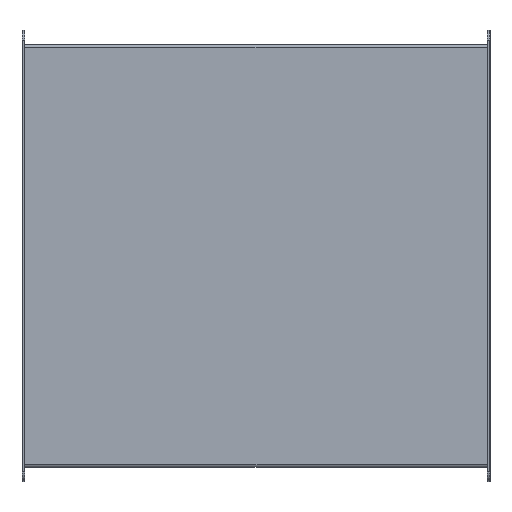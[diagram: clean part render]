
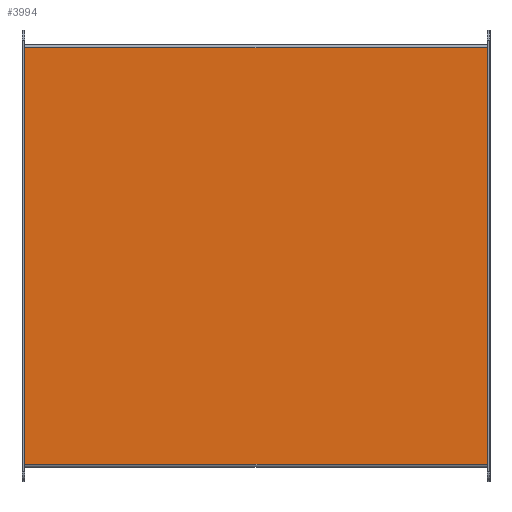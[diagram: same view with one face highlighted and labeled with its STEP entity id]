
A CAD part, front view. The second image highlights one B-rep face of the part: STEP entity #3994.
In plain terms, the highlighted planar face has unit normal (0, -1, 0).
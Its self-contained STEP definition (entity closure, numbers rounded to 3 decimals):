
#127 = EDGE_CURVE ( 'NONE', #4005, #3998, #1032, .T. ) ;
#1029 = DIRECTION ( 'NONE',  ( 0., 0., -1. ) ) ;
#1030 = VECTOR ( 'NONE', #1029, 1000. ) ;
#1031 = CARTESIAN_POINT ( 'NONE',  ( -277., -3., 0. ) ) ;
#1032 = LINE ( 'NONE', #1031, #1030 ) ;
#3240 = DIRECTION ( 'NONE',  ( 0., 0., -1. ) ) ;
#3241 = DIRECTION ( 'NONE',  ( 0., -1., 0. ) ) ;
#3242 = CARTESIAN_POINT ( 'NONE',  ( -280., -3., 0. ) ) ;
#3243 = LINE ( 'NONE', #3306, #3305 ) ;
#3244 = AXIS2_PLACEMENT_3D ( 'NONE', #3242, #3241, #3240 ) ;
#3245 = FACE_OUTER_BOUND ( 'NONE', #3995, .T. ) ;
#3249 = PLANE ( 'NONE',  #3244 ) ;
#3292 = CARTESIAN_POINT ( 'NONE',  ( -277., -3., -0.737 ) ) ;
#3293 = DIRECTION ( 'NONE',  ( -1., 0., 0. ) ) ;
#3294 = VECTOR ( 'NONE', #3293, 1000. ) ;
#3295 = CARTESIAN_POINT ( 'NONE',  ( -280., -3., -0.737 ) ) ;
#3296 = LINE ( 'NONE', #3295, #3294 ) ;
#3297 = CARTESIAN_POINT ( 'NONE',  ( 277., -3., -0.737 ) ) ;
#3298 = DIRECTION ( 'NONE',  ( 0., 0., 1. ) ) ;
#3299 = VECTOR ( 'NONE', #3298, 1000. ) ;
#3300 = CARTESIAN_POINT ( 'NONE',  ( 277., -3., 0. ) ) ;
#3301 = LINE ( 'NONE', #3300, #3299 ) ;
#3302 = CARTESIAN_POINT ( 'NONE',  ( 277., -3., -499.263 ) ) ;
#3303 = CARTESIAN_POINT ( 'NONE',  ( -277., -3., -499.263 ) ) ;
#3304 = DIRECTION ( 'NONE',  ( 1., 0., 0. ) ) ;
#3305 = VECTOR ( 'NONE', #3304, 1000. ) ;
#3306 = CARTESIAN_POINT ( 'NONE',  ( -280., -3., -499.263 ) ) ;
#3994 = ADVANCED_FACE ( 'NONE', ( #3245 ), #3249, .T. ) ;
#3995 = EDGE_LOOP ( 'NONE', ( #3996, #4000, #4003, #4006 ) ) ;
#3996 = ORIENTED_EDGE ( 'NONE', *, *, #3997, .T. ) ;
#3997 = EDGE_CURVE ( 'NONE', #3998, #3999, #3243, .T. ) ;
#3998 = VERTEX_POINT ( 'NONE', #3303 ) ;
#3999 = VERTEX_POINT ( 'NONE', #3302 ) ;
#4000 = ORIENTED_EDGE ( 'NONE', *, *, #4001, .T. ) ;
#4001 = EDGE_CURVE ( 'NONE', #3999, #4002, #3301, .T. ) ;
#4002 = VERTEX_POINT ( 'NONE', #3297 ) ;
#4003 = ORIENTED_EDGE ( 'NONE', *, *, #4004, .T. ) ;
#4004 = EDGE_CURVE ( 'NONE', #4002, #4005, #3296, .T. ) ;
#4005 = VERTEX_POINT ( 'NONE', #3292 ) ;
#4006 = ORIENTED_EDGE ( 'NONE', *, *, #127, .T. ) ;
